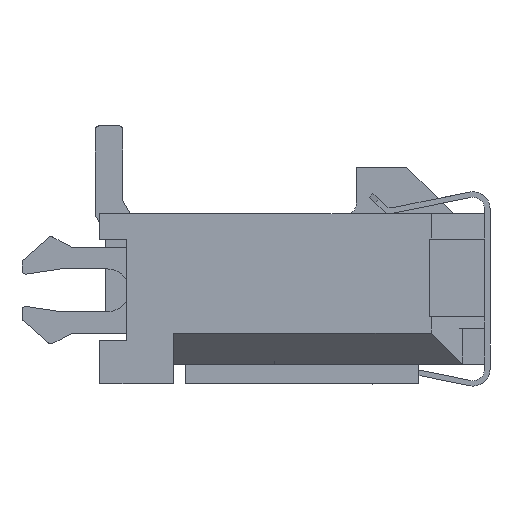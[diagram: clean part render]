
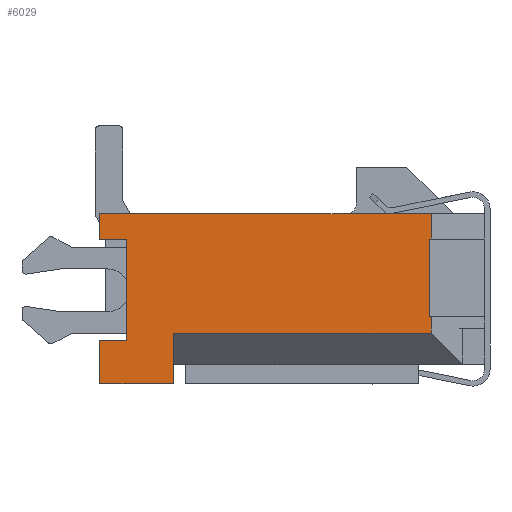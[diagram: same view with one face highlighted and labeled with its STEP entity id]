
A CAD part, left-side view. The second image highlights one B-rep face of the part: STEP entity #6029.
In plain terms, the highlighted planar face has unit normal (-1, 0, 0).
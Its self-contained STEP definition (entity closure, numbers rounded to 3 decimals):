
#676=ORIENTED_EDGE('',*,*,#2361,.T.);
#677=ORIENTED_EDGE('',*,*,#2362,.T.);
#678=ORIENTED_EDGE('',*,*,#2363,.F.);
#679=ORIENTED_EDGE('',*,*,#2364,.T.);
#680=ORIENTED_EDGE('',*,*,#2365,.F.);
#681=ORIENTED_EDGE('',*,*,#2366,.F.);
#682=ORIENTED_EDGE('',*,*,#2367,.F.);
#683=ORIENTED_EDGE('',*,*,#2368,.T.);
#684=ORIENTED_EDGE('',*,*,#2369,.F.);
#685=ORIENTED_EDGE('',*,*,#2085,.T.);
#686=ORIENTED_EDGE('',*,*,#2370,.T.);
#687=ORIENTED_EDGE('',*,*,#2371,.T.);
#688=ORIENTED_EDGE('',*,*,#2372,.T.);
#689=ORIENTED_EDGE('',*,*,#2373,.T.);
#2085=EDGE_CURVE('',#2968,#2967,#3552,.T.);
#2361=EDGE_CURVE('',#3170,#3171,#3828,.T.);
#2362=EDGE_CURVE('',#3171,#3172,#3829,.T.);
#2363=EDGE_CURVE('',#3173,#3172,#3830,.T.);
#2364=EDGE_CURVE('',#3173,#3174,#3831,.T.);
#2365=EDGE_CURVE('',#3175,#3174,#3832,.T.);
#2366=EDGE_CURVE('',#3176,#3175,#3833,.T.);
#2367=EDGE_CURVE('',#3177,#3176,#3834,.T.);
#2368=EDGE_CURVE('',#3177,#3178,#3835,.T.);
#2369=EDGE_CURVE('',#2968,#3178,#3836,.T.);
#2370=EDGE_CURVE('',#2967,#3179,#3837,.T.);
#2371=EDGE_CURVE('',#3179,#3180,#3838,.T.);
#2372=EDGE_CURVE('',#3180,#3181,#3839,.T.);
#2373=EDGE_CURVE('',#3181,#3170,#3840,.T.);
#2967=VERTEX_POINT('',#8599);
#2968=VERTEX_POINT('',#8601);
#3170=VERTEX_POINT('',#9132);
#3171=VERTEX_POINT('',#9133);
#3172=VERTEX_POINT('',#9135);
#3173=VERTEX_POINT('',#9137);
#3174=VERTEX_POINT('',#9139);
#3175=VERTEX_POINT('',#9141);
#3176=VERTEX_POINT('',#9143);
#3177=VERTEX_POINT('',#9145);
#3178=VERTEX_POINT('',#9147);
#3179=VERTEX_POINT('',#9150);
#3180=VERTEX_POINT('',#9152);
#3181=VERTEX_POINT('',#9154);
#3552=LINE('',#8600,#4357);
#3828=LINE('',#9131,#4633);
#3829=LINE('',#9134,#4634);
#3830=LINE('',#9136,#4635);
#3831=LINE('',#9138,#4636);
#3832=LINE('',#9140,#4637);
#3833=LINE('',#9142,#4638);
#3834=LINE('',#9144,#4639);
#3835=LINE('',#9146,#4640);
#3836=LINE('',#9148,#4641);
#3837=LINE('',#9149,#4642);
#3838=LINE('',#9151,#4643);
#3839=LINE('',#9153,#4644);
#3840=LINE('',#9155,#4645);
#4357=VECTOR('',#6885,1000.);
#4633=VECTOR('',#7267,1000.);
#4634=VECTOR('',#7268,1000.);
#4635=VECTOR('',#7269,1000.);
#4636=VECTOR('',#7270,1000.);
#4637=VECTOR('',#7271,1000.);
#4638=VECTOR('',#7272,1000.);
#4639=VECTOR('',#7273,1000.);
#4640=VECTOR('',#7274,1000.);
#4641=VECTOR('',#7275,1000.);
#4642=VECTOR('',#7276,1000.);
#4643=VECTOR('',#7277,1000.);
#4644=VECTOR('',#7278,1000.);
#4645=VECTOR('',#7279,1000.);
#5118=EDGE_LOOP('',(#676,#677,#678,#679,#680,#681,#682,#683,#684,#685,#686,
#687,#688,#689));
#5445=FACE_BOUND('',#5118,.T.);
#5759=PLANE('',#6390);
#6029=ADVANCED_FACE('',(#5445),#5759,.T.);
#6390=AXIS2_PLACEMENT_3D('',#9130,#7265,#7266);
#6885=DIRECTION('',(0.,1.,0.));
#7265=DIRECTION('',(-1.,0.,0.));
#7266=DIRECTION('',(0.,0.,1.));
#7267=DIRECTION('',(0.,0.,-1.));
#7268=DIRECTION('',(0.,-1.,0.));
#7269=DIRECTION('',(0.,0.,-1.));
#7270=DIRECTION('',(0.,-1.,0.));
#7271=DIRECTION('',(0.,0.,-1.));
#7272=DIRECTION('',(0.,-1.,0.));
#7273=DIRECTION('',(0.,0.,-1.));
#7274=DIRECTION('',(0.,-1.,0.));
#7275=DIRECTION('',(0.,0.,-1.));
#7276=DIRECTION('',(0.,0.,-1.));
#7277=DIRECTION('',(0.,-1.,0.));
#7278=DIRECTION('',(0.,0.,-1.));
#7279=DIRECTION('',(0.,1.,0.));
#8599=CARTESIAN_POINT('',(-9.325,4.95,2.185));
#8600=CARTESIAN_POINT('',(-9.325,-4.95,2.185));
#8601=CARTESIAN_POINT('',(-9.325,-3.575,2.185));
#9130=CARTESIAN_POINT('',(-9.325,0.,0.));
#9131=CARTESIAN_POINT('',(-9.325,4.95,2.185));
#9132=CARTESIAN_POINT('',(-9.325,4.95,-1.085));
#9133=CARTESIAN_POINT('',(-9.325,4.95,-2.185));
#9134=CARTESIAN_POINT('',(-9.325,4.95,-2.185));
#9135=CARTESIAN_POINT('',(-9.325,3.05,-2.185));
#9136=CARTESIAN_POINT('',(-9.325,3.05,-1.685));
#9137=CARTESIAN_POINT('',(-9.325,3.05,-0.885));
#9138=CARTESIAN_POINT('',(-9.325,0.,-0.885));
#9139=CARTESIAN_POINT('',(-9.325,-3.575,-0.885));
#9140=CARTESIAN_POINT('',(-9.325,-3.575,0.));
#9141=CARTESIAN_POINT('',(-9.325,-3.575,-0.465));
#9142=CARTESIAN_POINT('',(-9.325,-3.536,-0.465));
#9143=CARTESIAN_POINT('',(-9.325,-3.536,-0.465));
#9144=CARTESIAN_POINT('',(-9.325,-3.536,1.535));
#9145=CARTESIAN_POINT('',(-9.325,-3.536,1.535));
#9146=CARTESIAN_POINT('',(-9.325,-3.536,1.535));
#9147=CARTESIAN_POINT('',(-9.325,-3.575,1.535));
#9148=CARTESIAN_POINT('',(-9.325,-3.575,0.));
#9149=CARTESIAN_POINT('',(-9.325,4.95,2.185));
#9150=CARTESIAN_POINT('',(-9.325,4.95,1.515));
#9151=CARTESIAN_POINT('',(-9.325,0.,1.515));
#9152=CARTESIAN_POINT('',(-9.325,4.25,1.515));
#9153=CARTESIAN_POINT('',(-9.325,4.25,0.));
#9154=CARTESIAN_POINT('',(-9.325,4.25,-1.085));
#9155=CARTESIAN_POINT('',(-9.325,0.,-1.085));
